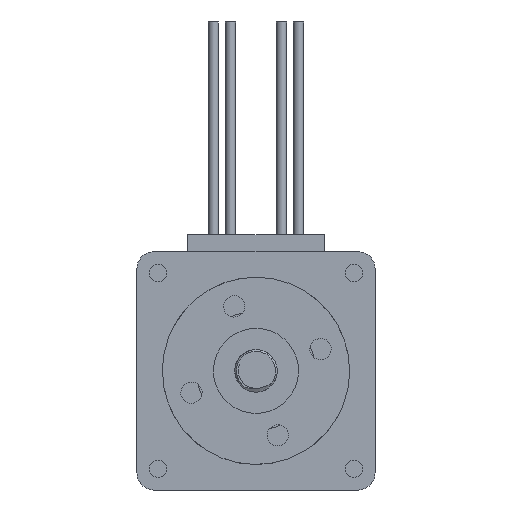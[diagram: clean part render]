
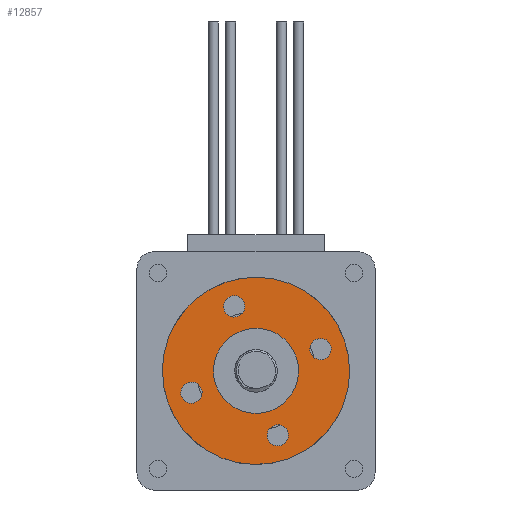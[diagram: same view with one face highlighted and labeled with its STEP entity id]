
A CAD part, front view. The second image highlights one B-rep face of the part: STEP entity #12857.
In plain terms, the highlighted face is planar.
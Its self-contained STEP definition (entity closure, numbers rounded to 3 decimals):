
#567 = CIRCLE ( 'NONE', #6573, 1.25 ) ;
#640 = ORIENTED_EDGE ( 'NONE', *, *, #809, .F. ) ;
#773 = CARTESIAN_POINT ( 'NONE',  ( 0., 3.5, -8. ) ) ;
#809 = EDGE_CURVE ( 'NONE', #3824, #9203, #21773, .T. ) ;
#912 = CARTESIAN_POINT ( 'NONE',  ( 0., 3.5, 9.25 ) ) ;
#1022 = AXIS2_PLACEMENT_3D ( 'NONE', #6228, #18210, #2884 ) ;
#1038 = CARTESIAN_POINT ( 'NONE',  ( 0., 3.5, -8. ) ) ;
#1175 = EDGE_CURVE ( 'NONE', #20964, #10669, #6523, .T. ) ;
#1366 = CARTESIAN_POINT ( 'NONE',  ( 8., 3.5, 0. ) ) ;
#2016 = ORIENTED_EDGE ( 'NONE', *, *, #18458, .F. ) ;
#2239 = DIRECTION ( 'NONE',  ( 0., 0., 1. ) ) ;
#2459 = ORIENTED_EDGE ( 'NONE', *, *, #3165, .F. ) ;
#2547 = DIRECTION ( 'NONE',  ( 0., 0., 1. ) ) ;
#2576 = CARTESIAN_POINT ( 'NONE',  ( 0., 3.5, 5. ) ) ;
#2884 = DIRECTION ( 'NONE',  ( 0., 0., 1. ) ) ;
#2924 = DIRECTION ( 'NONE',  ( 0., 0., 1. ) ) ;
#2983 = VERTEX_POINT ( 'NONE', #7212 ) ;
#3008 = CARTESIAN_POINT ( 'NONE',  ( 0., 3.5, 0. ) ) ;
#3023 = FACE_BOUND ( 'NONE', #12330, .T. ) ;
#3165 = EDGE_CURVE ( 'NONE', #19489, #16099, #12634, .T. ) ;
#3174 = DIRECTION ( 'NONE',  ( 0., 0., 1. ) ) ;
#3463 = CARTESIAN_POINT ( 'NONE',  ( 0., 3.5, 0. ) ) ;
#3548 = EDGE_LOOP ( 'NONE', ( #17397, #2016 ) ) ;
#3594 = CARTESIAN_POINT ( 'NONE',  ( -8., 3.5, 0. ) ) ;
#3745 = AXIS2_PLACEMENT_3D ( 'NONE', #773, #5988, #2547 ) ;
#3824 = VERTEX_POINT ( 'NONE', #15477 ) ;
#3867 = DIRECTION ( 'NONE',  ( 0., 1., 0. ) ) ;
#3957 = CIRCLE ( 'NONE', #16398, 11. ) ;
#4029 = AXIS2_PLACEMENT_3D ( 'NONE', #6940, #20470, #7153 ) ;
#4094 = VERTEX_POINT ( 'NONE', #21651 ) ;
#4168 = EDGE_LOOP ( 'NONE', ( #2459, #10289 ) ) ;
#5104 = AXIS2_PLACEMENT_3D ( 'NONE', #7233, #19204, #2239 ) ;
#5116 = DIRECTION ( 'NONE',  ( 0., 1., 0. ) ) ;
#5141 = CIRCLE ( 'NONE', #10824, 1.25 ) ;
#5167 = CARTESIAN_POINT ( 'NONE',  ( 0., 3.5, -6.75 ) ) ;
#5438 = EDGE_CURVE ( 'NONE', #10669, #20964, #6515, .T. ) ;
#5749 = CIRCLE ( 'NONE', #17800, 5. ) ;
#5988 = DIRECTION ( 'NONE',  ( 0., 1., 0. ) ) ;
#6228 = CARTESIAN_POINT ( 'NONE',  ( 0., 3.5, 0. ) ) ;
#6515 = CIRCLE ( 'NONE', #5104, 1.25 ) ;
#6523 = CIRCLE ( 'NONE', #21402, 1.25 ) ;
#6573 = AXIS2_PLACEMENT_3D ( 'NONE', #21240, #17807, #2924 ) ;
#6597 = EDGE_CURVE ( 'NONE', #2983, #15939, #567, .T. ) ;
#6672 = FACE_BOUND ( 'NONE', #3548, .T. ) ;
#6767 = ORIENTED_EDGE ( 'NONE', *, *, #6597, .F. ) ;
#6940 = CARTESIAN_POINT ( 'NONE',  ( -8., 3.5, 0. ) ) ;
#7020 = EDGE_CURVE ( 'NONE', #15939, #2983, #5141, .T. ) ;
#7153 = DIRECTION ( 'NONE',  ( 0., 0., 1. ) ) ;
#7212 = CARTESIAN_POINT ( 'NONE',  ( 8., 3.5, -1.25 ) ) ;
#7233 = CARTESIAN_POINT ( 'NONE',  ( 0., 3.5, 8. ) ) ;
#7525 = EDGE_LOOP ( 'NONE', ( #20707, #6767 ) ) ;
#7925 = CARTESIAN_POINT ( 'NONE',  ( 0., 3.5, 6.75 ) ) ;
#8261 = AXIS2_PLACEMENT_3D ( 'NONE', #3594, #21917, #3174 ) ;
#8456 = VERTEX_POINT ( 'NONE', #13628 ) ;
#9203 = VERTEX_POINT ( 'NONE', #19092 ) ;
#9235 = EDGE_CURVE ( 'NONE', #18946, #4094, #10938, .T. ) ;
#9316 = CIRCLE ( 'NONE', #8261, 1.25 ) ;
#9357 = DIRECTION ( 'NONE',  ( 0., 0., 1. ) ) ;
#9534 = EDGE_LOOP ( 'NONE', ( #10644, #15935 ) ) ;
#10103 = EDGE_LOOP ( 'NONE', ( #10480, #640 ) ) ;
#10289 = ORIENTED_EDGE ( 'NONE', *, *, #19705, .F. ) ;
#10480 = ORIENTED_EDGE ( 'NONE', *, *, #21860, .F. ) ;
#10644 = ORIENTED_EDGE ( 'NONE', *, *, #9235, .T. ) ;
#10669 = VERTEX_POINT ( 'NONE', #912 ) ;
#10768 = DIRECTION ( 'NONE',  ( 0., 1., 0. ) ) ;
#10824 = AXIS2_PLACEMENT_3D ( 'NONE', #1366, #5116, #16785 ) ;
#10908 = DIRECTION ( 'NONE',  ( 0., 1., 0. ) ) ;
#10938 = CIRCLE ( 'NONE', #1022, 11. ) ;
#11344 = DIRECTION ( 'NONE',  ( 0., 0., 1. ) ) ;
#12330 = EDGE_LOOP ( 'NONE', ( #13516, #12427 ) ) ;
#12427 = ORIENTED_EDGE ( 'NONE', *, *, #1175, .F. ) ;
#12440 = CARTESIAN_POINT ( 'NONE',  ( 0., 3.5, 0. ) ) ;
#12486 = CARTESIAN_POINT ( 'NONE',  ( 0., 3.5, -9.25 ) ) ;
#12518 = AXIS2_PLACEMENT_3D ( 'NONE', #3463, #17020, #17455 ) ;
#12634 = CIRCLE ( 'NONE', #3745, 1.25 ) ;
#12857 = ADVANCED_FACE ( 'NONE', ( #21879, #19773, #3023, #18343, #6672, #20210 ), #18011, .T. ) ;
#13140 = CARTESIAN_POINT ( 'NONE',  ( 0., 3.5, 0. ) ) ;
#13516 = ORIENTED_EDGE ( 'NONE', *, *, #5438, .F. ) ;
#13628 = CARTESIAN_POINT ( 'NONE',  ( 0., 3.5, -5. ) ) ;
#13729 = CARTESIAN_POINT ( 'NONE',  ( 8., 3.5, 1.25 ) ) ;
#13836 = EDGE_CURVE ( 'NONE', #4094, #18946, #3957, .T. ) ;
#14225 = DIRECTION ( 'NONE',  ( 0., 0., 1. ) ) ;
#14249 = AXIS2_PLACEMENT_3D ( 'NONE', #13140, #16575, #11344 ) ;
#15122 = DIRECTION ( 'NONE',  ( 0., 1., 0. ) ) ;
#15124 = EDGE_CURVE ( 'NONE', #8456, #21262, #21713, .T. ) ;
#15310 = CARTESIAN_POINT ( 'NONE',  ( 0., 3.5, -11. ) ) ;
#15477 = CARTESIAN_POINT ( 'NONE',  ( -8., 3.5, -1.25 ) ) ;
#15661 = DIRECTION ( 'NONE',  ( 0., 0., 1. ) ) ;
#15935 = ORIENTED_EDGE ( 'NONE', *, *, #13836, .T. ) ;
#15939 = VERTEX_POINT ( 'NONE', #13729 ) ;
#16099 = VERTEX_POINT ( 'NONE', #12486 ) ;
#16398 = AXIS2_PLACEMENT_3D ( 'NONE', #3008, #15122, #21867 ) ;
#16575 = DIRECTION ( 'NONE',  ( 0., 1., 0. ) ) ;
#16785 = DIRECTION ( 'NONE',  ( 0., 0., 1. ) ) ;
#17020 = DIRECTION ( 'NONE',  ( 0., 1., 0. ) ) ;
#17397 = ORIENTED_EDGE ( 'NONE', *, *, #15124, .F. ) ;
#17455 = DIRECTION ( 'NONE',  ( 0., 0., 1. ) ) ;
#17800 = AXIS2_PLACEMENT_3D ( 'NONE', #12440, #3867, #15661 ) ;
#17807 = DIRECTION ( 'NONE',  ( 0., 1., 0. ) ) ;
#17862 = AXIS2_PLACEMENT_3D ( 'NONE', #1038, #10908, #9357 ) ;
#18011 = PLANE ( 'NONE',  #14249 ) ;
#18210 = DIRECTION ( 'NONE',  ( 0., 1., 0. ) ) ;
#18343 = FACE_BOUND ( 'NONE', #10103, .T. ) ;
#18458 = EDGE_CURVE ( 'NONE', #21262, #8456, #5749, .T. ) ;
#18946 = VERTEX_POINT ( 'NONE', #15310 ) ;
#19092 = CARTESIAN_POINT ( 'NONE',  ( -8., 3.5, 1.25 ) ) ;
#19204 = DIRECTION ( 'NONE',  ( 0., 1., 0. ) ) ;
#19489 = VERTEX_POINT ( 'NONE', #5167 ) ;
#19705 = EDGE_CURVE ( 'NONE', #16099, #19489, #21027, .T. ) ;
#19773 = FACE_BOUND ( 'NONE', #7525, .T. ) ;
#20210 = FACE_OUTER_BOUND ( 'NONE', #9534, .T. ) ;
#20470 = DIRECTION ( 'NONE',  ( 0., 1., 0. ) ) ;
#20707 = ORIENTED_EDGE ( 'NONE', *, *, #7020, .F. ) ;
#20964 = VERTEX_POINT ( 'NONE', #7925 ) ;
#20968 = CARTESIAN_POINT ( 'NONE',  ( 0., 3.5, 8. ) ) ;
#21027 = CIRCLE ( 'NONE', #17862, 1.25 ) ;
#21240 = CARTESIAN_POINT ( 'NONE',  ( 8., 3.5, 0. ) ) ;
#21262 = VERTEX_POINT ( 'NONE', #2576 ) ;
#21402 = AXIS2_PLACEMENT_3D ( 'NONE', #20968, #10768, #14225 ) ;
#21651 = CARTESIAN_POINT ( 'NONE',  ( 0., 3.5, 11. ) ) ;
#21713 = CIRCLE ( 'NONE', #12518, 5. ) ;
#21773 = CIRCLE ( 'NONE', #4029, 1.25 ) ;
#21860 = EDGE_CURVE ( 'NONE', #9203, #3824, #9316, .T. ) ;
#21867 = DIRECTION ( 'NONE',  ( 0., 0., 1. ) ) ;
#21879 = FACE_BOUND ( 'NONE', #4168, .T. ) ;
#21917 = DIRECTION ( 'NONE',  ( 0., 1., 0. ) ) ;
